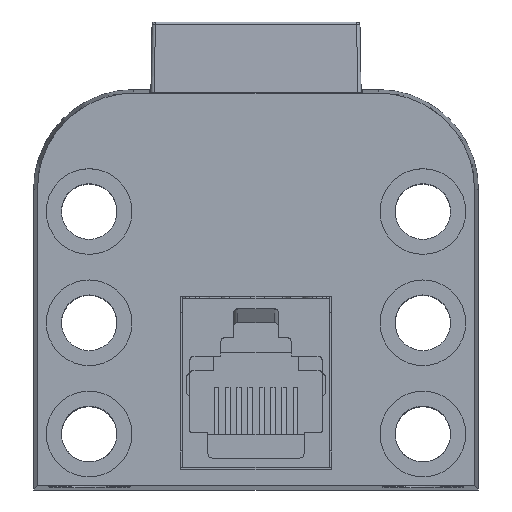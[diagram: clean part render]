
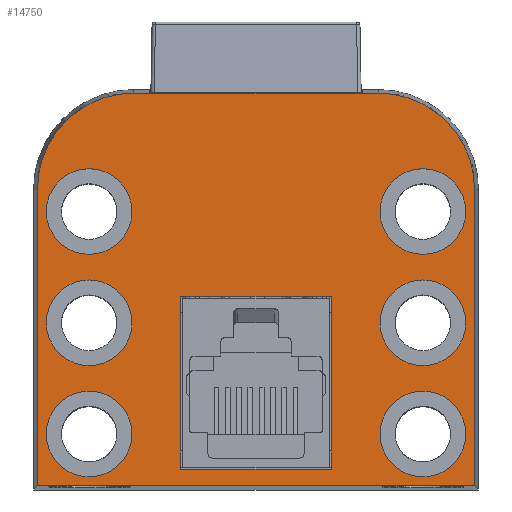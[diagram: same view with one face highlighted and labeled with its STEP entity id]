
A CAD part, top view. The second image highlights one B-rep face of the part: STEP entity #14750.
In plain terms, the highlighted planar face has unit normal (0, 0, 1).
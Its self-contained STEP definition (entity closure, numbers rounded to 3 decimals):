
#14464=CARTESIAN_POINT('',(-42.424,26.9,0.718));
#14465=VERTEX_POINT('',#14464);
#14473=CARTESIAN_POINT('',(-3.129,26.9,0.718));
#14474=VERTEX_POINT('',#14473);
#14481=CARTESIAN_POINT('',(-3.129,26.9,0.718));
#14482=DIRECTION('',(-1.,0.,0.));
#14483=VECTOR('',#14482,39.295);
#14484=LINE('',#14481,#14483);
#14485=EDGE_CURVE('',#14474,#14465,#14484,.T.);
#14530=CARTESIAN_POINT('',(-22.777,44.547,0.718));
#14531=DIRECTION('',(0.,0.,-1.));
#14532=DIRECTION('',(-1.,0.,0.));
#14533=AXIS2_PLACEMENT_3D('',#14530,#14531,#14532);
#14534=PLANE('',#14533);
#14535=CARTESIAN_POINT('',(-5.662,59.662,0.718));
#14536=VERTEX_POINT('',#14535);
#14537=CARTESIAN_POINT('',(-3.129,53.547,0.718));
#14538=VERTEX_POINT('',#14537);
#14539=CARTESIAN_POINT('',(-11.777,53.547,0.718));
#14540=DIRECTION('',(0.,0.,-1.));
#14541=DIRECTION('',(-1.,0.,0.));
#14542=AXIS2_PLACEMENT_3D('',#14539,#14540,#14541);
#14543=CIRCLE('',#14542,8.647);
#14544=EDGE_CURVE('',#14536,#14538,#14543,.T.);
#14545=ORIENTED_EDGE('',*,*,#14544,.F.);
#14546=CARTESIAN_POINT('',(-11.777,62.195,0.718));
#14547=VERTEX_POINT('',#14546);
#14548=CARTESIAN_POINT('',(-11.777,53.547,0.718));
#14549=DIRECTION('',(0.,0.,-1.));
#14550=DIRECTION('',(-1.,0.,0.));
#14551=AXIS2_PLACEMENT_3D('',#14548,#14549,#14550);
#14552=CIRCLE('',#14551,8.647);
#14553=EDGE_CURVE('',#14547,#14536,#14552,.T.);
#14554=ORIENTED_EDGE('',*,*,#14553,.F.);
#14555=CARTESIAN_POINT('',(-33.777,62.195,0.718));
#14556=VERTEX_POINT('',#14555);
#14557=CARTESIAN_POINT('',(-33.777,62.195,0.718));
#14558=DIRECTION('',(1.,0.,-0.));
#14559=VECTOR('',#14558,22.);
#14560=LINE('',#14557,#14559);
#14561=EDGE_CURVE('',#14556,#14547,#14560,.T.);
#14562=ORIENTED_EDGE('',*,*,#14561,.F.);
#14563=CARTESIAN_POINT('',(-39.891,59.662,0.718));
#14564=VERTEX_POINT('',#14563);
#14565=CARTESIAN_POINT('',(-33.777,53.547,0.718));
#14566=DIRECTION('',(0.,0.,-1.));
#14567=DIRECTION('',(-1.,0.,0.));
#14568=AXIS2_PLACEMENT_3D('',#14565,#14566,#14567);
#14569=CIRCLE('',#14568,8.647);
#14570=EDGE_CURVE('',#14564,#14556,#14569,.T.);
#14571=ORIENTED_EDGE('',*,*,#14570,.F.);
#14572=CARTESIAN_POINT('',(-42.424,53.547,0.718));
#14573=VERTEX_POINT('',#14572);
#14574=CARTESIAN_POINT('',(-33.777,53.547,0.718));
#14575=DIRECTION('',(0.,0.,-1.));
#14576=DIRECTION('',(-1.,0.,0.));
#14577=AXIS2_PLACEMENT_3D('',#14574,#14575,#14576);
#14578=CIRCLE('',#14577,8.647);
#14579=EDGE_CURVE('',#14573,#14564,#14578,.T.);
#14580=ORIENTED_EDGE('',*,*,#14579,.F.);
#14581=CARTESIAN_POINT('',(-42.424,26.9,0.718));
#14582=DIRECTION('',(0.,1.,0.));
#14583=VECTOR('',#14582,26.647);
#14584=LINE('',#14581,#14583);
#14585=EDGE_CURVE('',#14465,#14573,#14584,.T.);
#14586=ORIENTED_EDGE('',*,*,#14585,.F.);
#14587=ORIENTED_EDGE('',*,*,#14485,.F.);
#14588=CARTESIAN_POINT('',(-3.129,26.9,0.718));
#14589=DIRECTION('',(0.,1.,0.));
#14590=VECTOR('',#14589,26.647);
#14591=LINE('',#14588,#14590);
#14592=EDGE_CURVE('',#14474,#14538,#14591,.T.);
#14593=ORIENTED_EDGE('',*,*,#14592,.T.);
#14594=EDGE_LOOP('',(#14545,#14554,#14562,#14571,#14580,#14586,#14587,#14593));
#14595=FACE_BOUND('',#14594,.T.);
#14596=CARTESIAN_POINT('',(-11.627,41.547,0.718));
#14597=VERTEX_POINT('',#14596);
#14598=CARTESIAN_POINT('',(-7.777,37.697,0.718));
#14599=VERTEX_POINT('',#14598);
#14600=CARTESIAN_POINT('',(-7.777,41.547,0.718));
#14601=DIRECTION('',(0.,0.,-1.));
#14602=DIRECTION('',(-1.,0.,0.));
#14603=AXIS2_PLACEMENT_3D('',#14600,#14601,#14602);
#14604=CIRCLE('',#14603,3.85);
#14605=EDGE_CURVE('',#14597,#14599,#14604,.T.);
#14606=ORIENTED_EDGE('',*,*,#14605,.T.);
#14607=CARTESIAN_POINT('',(-7.777,41.547,0.718));
#14608=DIRECTION('',(0.,0.,-1.));
#14609=DIRECTION('',(-1.,0.,0.));
#14610=AXIS2_PLACEMENT_3D('',#14607,#14608,#14609);
#14611=CIRCLE('',#14610,3.85);
#14612=EDGE_CURVE('',#14599,#14597,#14611,.T.);
#14613=ORIENTED_EDGE('',*,*,#14612,.T.);
#14614=EDGE_LOOP('',(#14606,#14613));
#14615=FACE_BOUND('',#14614,.T.);
#14616=CARTESIAN_POINT('',(-41.627,51.547,0.718));
#14617=VERTEX_POINT('',#14616);
#14618=CARTESIAN_POINT('',(-37.777,47.697,0.718));
#14619=VERTEX_POINT('',#14618);
#14620=CARTESIAN_POINT('',(-37.777,51.547,0.718));
#14621=DIRECTION('',(0.,0.,-1.));
#14622=DIRECTION('',(-1.,0.,0.));
#14623=AXIS2_PLACEMENT_3D('',#14620,#14621,#14622);
#14624=CIRCLE('',#14623,3.85);
#14625=EDGE_CURVE('',#14617,#14619,#14624,.T.);
#14626=ORIENTED_EDGE('',*,*,#14625,.T.);
#14627=CARTESIAN_POINT('',(-37.777,51.547,0.718));
#14628=DIRECTION('',(0.,0.,-1.));
#14629=DIRECTION('',(-1.,0.,0.));
#14630=AXIS2_PLACEMENT_3D('',#14627,#14628,#14629);
#14631=CIRCLE('',#14630,3.85);
#14632=EDGE_CURVE('',#14619,#14617,#14631,.T.);
#14633=ORIENTED_EDGE('',*,*,#14632,.T.);
#14634=EDGE_LOOP('',(#14626,#14633));
#14635=FACE_BOUND('',#14634,.T.);
#14636=CARTESIAN_POINT('',(-11.627,51.547,0.718));
#14637=VERTEX_POINT('',#14636);
#14638=CARTESIAN_POINT('',(-7.777,47.697,0.718));
#14639=VERTEX_POINT('',#14638);
#14640=CARTESIAN_POINT('',(-7.777,51.547,0.718));
#14641=DIRECTION('',(0.,0.,-1.));
#14642=DIRECTION('',(-1.,0.,0.));
#14643=AXIS2_PLACEMENT_3D('',#14640,#14641,#14642);
#14644=CIRCLE('',#14643,3.85);
#14645=EDGE_CURVE('',#14637,#14639,#14644,.T.);
#14646=ORIENTED_EDGE('',*,*,#14645,.T.);
#14647=CARTESIAN_POINT('',(-7.777,51.547,0.718));
#14648=DIRECTION('',(0.,0.,-1.));
#14649=DIRECTION('',(-1.,0.,0.));
#14650=AXIS2_PLACEMENT_3D('',#14647,#14648,#14649);
#14651=CIRCLE('',#14650,3.85);
#14652=EDGE_CURVE('',#14639,#14637,#14651,.T.);
#14653=ORIENTED_EDGE('',*,*,#14652,.T.);
#14654=EDGE_LOOP('',(#14646,#14653));
#14655=FACE_BOUND('',#14654,.T.);
#14656=CARTESIAN_POINT('',(-41.627,41.547,0.718));
#14657=VERTEX_POINT('',#14656);
#14658=CARTESIAN_POINT('',(-37.777,37.697,0.718));
#14659=VERTEX_POINT('',#14658);
#14660=CARTESIAN_POINT('',(-37.777,41.547,0.718));
#14661=DIRECTION('',(0.,0.,-1.));
#14662=DIRECTION('',(-1.,0.,0.));
#14663=AXIS2_PLACEMENT_3D('',#14660,#14661,#14662);
#14664=CIRCLE('',#14663,3.85);
#14665=EDGE_CURVE('',#14657,#14659,#14664,.T.);
#14666=ORIENTED_EDGE('',*,*,#14665,.T.);
#14667=CARTESIAN_POINT('',(-37.777,41.547,0.718));
#14668=DIRECTION('',(0.,0.,-1.));
#14669=DIRECTION('',(-1.,0.,0.));
#14670=AXIS2_PLACEMENT_3D('',#14667,#14668,#14669);
#14671=CIRCLE('',#14670,3.85);
#14672=EDGE_CURVE('',#14659,#14657,#14671,.T.);
#14673=ORIENTED_EDGE('',*,*,#14672,.T.);
#14674=EDGE_LOOP('',(#14666,#14673));
#14675=FACE_BOUND('',#14674,.T.);
#14676=CARTESIAN_POINT('',(-41.627,31.547,0.718));
#14677=VERTEX_POINT('',#14676);
#14678=CARTESIAN_POINT('',(-37.777,27.697,0.718));
#14679=VERTEX_POINT('',#14678);
#14680=CARTESIAN_POINT('',(-37.777,31.547,0.718));
#14681=DIRECTION('',(0.,0.,-1.));
#14682=DIRECTION('',(-1.,0.,0.));
#14683=AXIS2_PLACEMENT_3D('',#14680,#14681,#14682);
#14684=CIRCLE('',#14683,3.85);
#14685=EDGE_CURVE('',#14677,#14679,#14684,.T.);
#14686=ORIENTED_EDGE('',*,*,#14685,.T.);
#14687=CARTESIAN_POINT('',(-37.777,31.547,0.718));
#14688=DIRECTION('',(0.,0.,-1.));
#14689=DIRECTION('',(-1.,0.,0.));
#14690=AXIS2_PLACEMENT_3D('',#14687,#14688,#14689);
#14691=CIRCLE('',#14690,3.85);
#14692=EDGE_CURVE('',#14679,#14677,#14691,.T.);
#14693=ORIENTED_EDGE('',*,*,#14692,.T.);
#14694=EDGE_LOOP('',(#14686,#14693));
#14695=FACE_BOUND('',#14694,.T.);
#14696=CARTESIAN_POINT('',(-11.627,31.547,0.718));
#14697=VERTEX_POINT('',#14696);
#14698=CARTESIAN_POINT('',(-7.777,27.697,0.718));
#14699=VERTEX_POINT('',#14698);
#14700=CARTESIAN_POINT('',(-7.777,31.547,0.718));
#14701=DIRECTION('',(0.,0.,-1.));
#14702=DIRECTION('',(-1.,0.,0.));
#14703=AXIS2_PLACEMENT_3D('',#14700,#14701,#14702);
#14704=CIRCLE('',#14703,3.85);
#14705=EDGE_CURVE('',#14697,#14699,#14704,.T.);
#14706=ORIENTED_EDGE('',*,*,#14705,.T.);
#14707=CARTESIAN_POINT('',(-7.777,31.547,0.718));
#14708=DIRECTION('',(0.,0.,-1.));
#14709=DIRECTION('',(-1.,0.,0.));
#14710=AXIS2_PLACEMENT_3D('',#14707,#14708,#14709);
#14711=CIRCLE('',#14710,3.85);
#14712=EDGE_CURVE('',#14699,#14697,#14711,.T.);
#14713=ORIENTED_EDGE('',*,*,#14712,.T.);
#14714=EDGE_LOOP('',(#14706,#14713));
#14715=FACE_BOUND('',#14714,.T.);
#14716=CARTESIAN_POINT('',(-16.027,28.397,0.718));
#14717=VERTEX_POINT('',#14716);
#14718=CARTESIAN_POINT('',(-16.027,43.887,0.718));
#14719=VERTEX_POINT('',#14718);
#14720=CARTESIAN_POINT('',(-16.027,28.397,0.718));
#14721=DIRECTION('',(0.,1.,0.));
#14722=VECTOR('',#14721,15.49);
#14723=LINE('',#14720,#14722);
#14724=EDGE_CURVE('',#14717,#14719,#14723,.T.);
#14725=ORIENTED_EDGE('',*,*,#14724,.F.);
#14726=CARTESIAN_POINT('',(-29.527,28.397,0.718));
#14727=VERTEX_POINT('',#14726);
#14728=CARTESIAN_POINT('',(-16.027,28.397,0.718));
#14729=DIRECTION('',(-1.,0.,0.));
#14730=VECTOR('',#14729,13.5);
#14731=LINE('',#14728,#14730);
#14732=EDGE_CURVE('',#14717,#14727,#14731,.T.);
#14733=ORIENTED_EDGE('',*,*,#14732,.T.);
#14734=CARTESIAN_POINT('',(-29.527,43.887,0.718));
#14735=VERTEX_POINT('',#14734);
#14736=CARTESIAN_POINT('',(-29.527,43.887,0.718));
#14737=DIRECTION('',(0.,-1.,0.));
#14738=VECTOR('',#14737,15.49);
#14739=LINE('',#14736,#14738);
#14740=EDGE_CURVE('',#14735,#14727,#14739,.T.);
#14741=ORIENTED_EDGE('',*,*,#14740,.F.);
#14742=CARTESIAN_POINT('',(-16.027,43.887,0.718));
#14743=DIRECTION('',(-1.,0.,0.));
#14744=VECTOR('',#14743,13.5);
#14745=LINE('',#14742,#14744);
#14746=EDGE_CURVE('',#14719,#14735,#14745,.T.);
#14747=ORIENTED_EDGE('',*,*,#14746,.F.);
#14748=EDGE_LOOP('',(#14725,#14733,#14741,#14747));
#14749=FACE_BOUND('',#14748,.T.);
#14750=ADVANCED_FACE('',(#14595,#14615,#14635,#14655,#14675,#14695,#14715,#14749),#14534,.F.);
